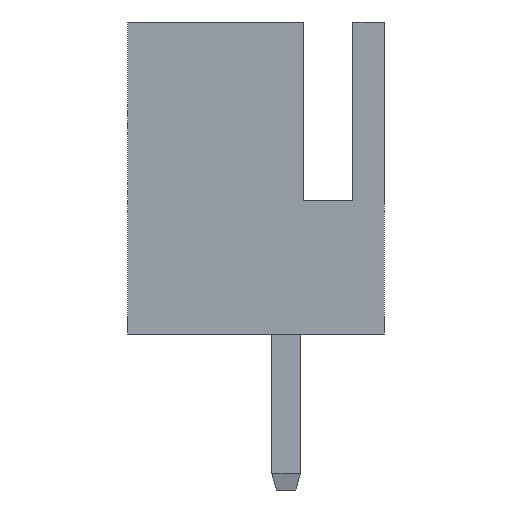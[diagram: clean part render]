
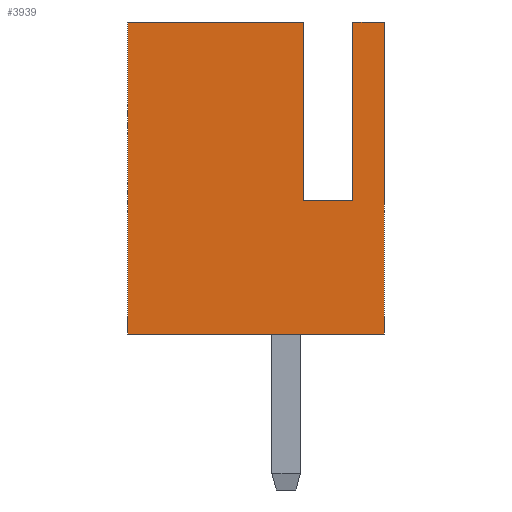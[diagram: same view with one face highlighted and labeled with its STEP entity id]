
A CAD part, left-side view. The second image highlights one B-rep face of the part: STEP entity #3939.
In plain terms, the highlighted planar face has unit normal (-1, 0, 0).
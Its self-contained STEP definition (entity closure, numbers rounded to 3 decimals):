
#179 = CARTESIAN_POINT ( 'NONE',  ( -2.5, 0., 3. ) ) ;
#598 = CARTESIAN_POINT ( 'NONE',  ( -2.5, 3.55, 0. ) ) ;
#599 = DIRECTION ( 'NONE',  ( 0., -1., 0. ) ) ;
#661 = EDGE_CURVE ( 'NONE', #3975, #2584, #5230, .T. ) ;
#675 = LINE ( 'NONE', #4990, #2027 ) ;
#696 = CARTESIAN_POINT ( 'NONE',  ( -2.5, -1.5, 3. ) ) ;
#724 = VERTEX_POINT ( 'NONE', #696 ) ;
#764 = ORIENTED_EDGE ( 'NONE', *, *, #1132, .T. ) ;
#778 = VERTEX_POINT ( 'NONE', #4126 ) ;
#1001 = VECTOR ( 'NONE', #5562, 1000. ) ;
#1022 = LINE ( 'NONE', #1437, #5611 ) ;
#1044 = VECTOR ( 'NONE', #4034, 1000. ) ;
#1132 = EDGE_CURVE ( 'NONE', #724, #4690, #6085, .T. ) ;
#1148 = CARTESIAN_POINT ( 'NONE',  ( -2.5, -2.2, 0. ) ) ;
#1437 = CARTESIAN_POINT ( 'NONE',  ( -2.5, -1.5, 0. ) ) ;
#1475 = ORIENTED_EDGE ( 'NONE', *, *, #5506, .T. ) ;
#1526 = VECTOR ( 'NONE', #599, 1000. ) ;
#1835 = CARTESIAN_POINT ( 'NONE',  ( -2.5, -2.2, 7. ) ) ;
#1848 = VECTOR ( 'NONE', #6877, 1000. ) ;
#1894 = CARTESIAN_POINT ( 'NONE',  ( -2.5, 3.55, 0. ) ) ;
#2027 = VECTOR ( 'NONE', #3959, 1000. ) ;
#2081 = AXIS2_PLACEMENT_3D ( 'NONE', #6478, #2708, #3864 ) ;
#2552 = CARTESIAN_POINT ( 'NONE',  ( -2.5, -0.4, 3. ) ) ;
#2574 = EDGE_CURVE ( 'NONE', #4690, #3817, #5606, .T. ) ;
#2584 = VERTEX_POINT ( 'NONE', #1835 ) ;
#2656 = ORIENTED_EDGE ( 'NONE', *, *, #3632, .F. ) ;
#2708 = DIRECTION ( 'NONE',  ( -1., 0., 0. ) ) ;
#2776 = CARTESIAN_POINT ( 'NONE',  ( -2.5, -2.2, 0. ) ) ;
#2802 = EDGE_LOOP ( 'NONE', ( #1475, #764, #5327, #2656, #6525, #2919, #5072, #4182 ) ) ;
#2821 = EDGE_CURVE ( 'NONE', #2584, #778, #4478, .T. ) ;
#2919 = ORIENTED_EDGE ( 'NONE', *, *, #6784, .T. ) ;
#3072 = LINE ( 'NONE', #1894, #1044 ) ;
#3560 = DIRECTION ( 'NONE',  ( 0., 0., -1. ) ) ;
#3632 = EDGE_CURVE ( 'NONE', #3663, #3817, #4783, .T. ) ;
#3663 = VERTEX_POINT ( 'NONE', #6361 ) ;
#3817 = VERTEX_POINT ( 'NONE', #5713 ) ;
#3864 = DIRECTION ( 'NONE',  ( 0., 0., 1. ) ) ;
#3939 = ADVANCED_FACE ( 'NONE', ( #5421 ), #5320, .T. ) ;
#3959 = DIRECTION ( 'NONE',  ( 0., -1., 0. ) ) ;
#3975 = VERTEX_POINT ( 'NONE', #2776 ) ;
#4034 = DIRECTION ( 'NONE',  ( 0., 0., 1. ) ) ;
#4124 = CARTESIAN_POINT ( 'NONE',  ( -2.5, -0.4, 0. ) ) ;
#4126 = CARTESIAN_POINT ( 'NONE',  ( -2.5, -1.5, 7. ) ) ;
#4182 = ORIENTED_EDGE ( 'NONE', *, *, #2821, .T. ) ;
#4210 = VECTOR ( 'NONE', #4496, 1000. ) ;
#4478 = LINE ( 'NONE', #5060, #1001 ) ;
#4496 = DIRECTION ( 'NONE',  ( 0., 0., 1. ) ) ;
#4690 = VERTEX_POINT ( 'NONE', #2552 ) ;
#4783 = LINE ( 'NONE', #6391, #1526 ) ;
#4872 = VECTOR ( 'NONE', #5448, 1000. ) ;
#4990 = CARTESIAN_POINT ( 'NONE',  ( -2.5, 0., 0. ) ) ;
#5060 = CARTESIAN_POINT ( 'NONE',  ( -2.5, 0., 7. ) ) ;
#5072 = ORIENTED_EDGE ( 'NONE', *, *, #661, .T. ) ;
#5155 = EDGE_CURVE ( 'NONE', #5177, #3663, #3072, .T. ) ;
#5177 = VERTEX_POINT ( 'NONE', #598 ) ;
#5230 = LINE ( 'NONE', #1148, #1848 ) ;
#5320 = PLANE ( 'NONE',  #2081 ) ;
#5327 = ORIENTED_EDGE ( 'NONE', *, *, #2574, .T. ) ;
#5421 = FACE_OUTER_BOUND ( 'NONE', #2802, .T. ) ;
#5448 = DIRECTION ( 'NONE',  ( 0., 1., 0. ) ) ;
#5506 = EDGE_CURVE ( 'NONE', #778, #724, #1022, .T. ) ;
#5562 = DIRECTION ( 'NONE',  ( 0., 1., 0. ) ) ;
#5606 = LINE ( 'NONE', #4124, #4210 ) ;
#5611 = VECTOR ( 'NONE', #3560, 1000. ) ;
#5713 = CARTESIAN_POINT ( 'NONE',  ( -2.5, -0.4, 7. ) ) ;
#6085 = LINE ( 'NONE', #179, #4872 ) ;
#6361 = CARTESIAN_POINT ( 'NONE',  ( -2.5, 3.55, 7. ) ) ;
#6391 = CARTESIAN_POINT ( 'NONE',  ( -2.5, 0., 7. ) ) ;
#6478 = CARTESIAN_POINT ( 'NONE',  ( -2.5, 0., 0. ) ) ;
#6525 = ORIENTED_EDGE ( 'NONE', *, *, #5155, .F. ) ;
#6784 = EDGE_CURVE ( 'NONE', #5177, #3975, #675, .T. ) ;
#6877 = DIRECTION ( 'NONE',  ( 0., 0., 1. ) ) ;
